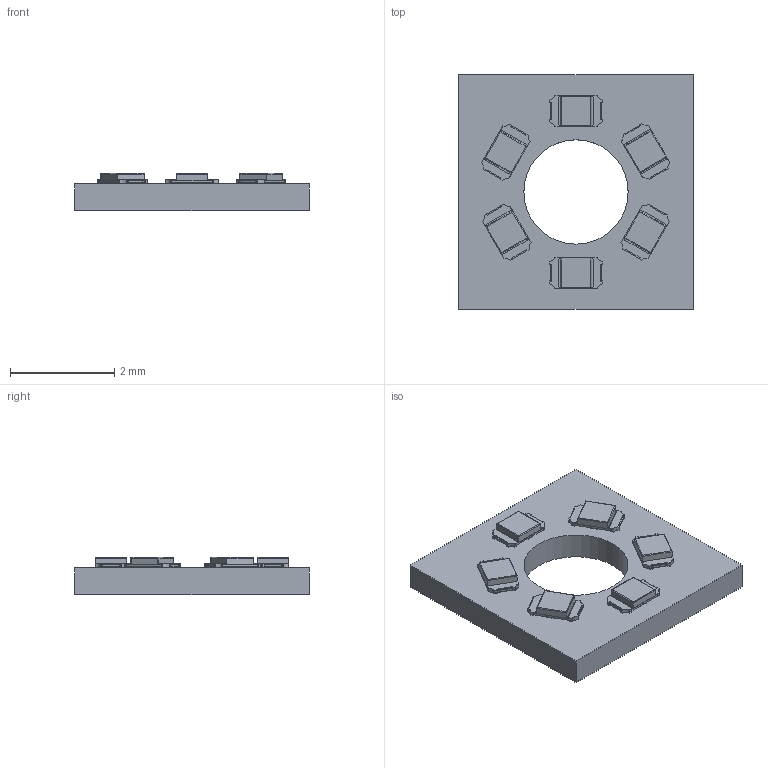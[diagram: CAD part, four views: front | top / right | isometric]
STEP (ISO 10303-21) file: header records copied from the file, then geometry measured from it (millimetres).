
FILE_DESCRIPTION(('Open CASCADE Model'),'2;1');
FILE_NAME('Open CASCADE Shape Model','2022-11-24T12:01:51',('Author'),( 'Open CASCADE'),'Open CASCADE STEP processor 7.5','Open CASCADE 7.5' ,'Unknown');
FILE_SCHEMA(('AUTOMOTIVE_DESIGN { 1 0 10303 214 1 1 1 1 }'));
Length unit declared in the file: millimetre
Products named in the file (15): PCB; Board; Open CASCADE STEP translator 7.5 2.1.1; D6; User Library-LED_1006_G; Grnn; Cut006; Cut005; Cut005_(Mirror_#1); Pad001; D5; D4; D3; D2; D1
Assembly tree (19 placements, depth 4):
  PCB
    Board
      Open CASCADE STEP translator 7.5 2.1.1
    D6
      User Library-LED_1006_G
        Grnn
        Cut006
        Cut005
        Cut005_(Mirror_#1)
        Pad001
    D5
      User Library-LED_1006_G
        Grnn
        Cut006
        Cut005
        Cut005_(Mirror_#1)
        Pad001
    D4
      User Library-LED_1006_G
        Grnn
        Cut006
        Cut005
        Cut005_(Mirror_#1)
        Pad001
    D3
      User Library-LED_1006_G
        Grnn
        Cut006
        Cut005
        Cut005_(Mirror_#1)
        Pad001
    D2
      User Library-LED_1006_G
        Grnn
        Cut006
        Cut005
        Cut005_(Mirror_#1)
        Pad001
    D1
      User Library-LED_1006_G
        Grnn
        Cut006
        Cut005
        Cut005_(Mirror_#1)
        Pad001
Bounding box: 4.5 x 4.5 x 0.71 mm (x, y, z)
Volume: 9.3 mm3; surface area: 68.3 mm2
Topology: 31 solids, 31 shells, 523 faces, 1431 edges, 922 vertices
Faces by surface type: plane 330, cylinder 193
Full cylindrical faces by diameter (mm): 2 x1
Entity records: 3841 total; most frequent: CARTESIAN_POINT 534, DIRECTION 531, ORIENTED_EDGE 494, EDGE_CURVE 247, LINE 181, VECTOR 181, AXIS2_PLACEMENT_3D 175, VERTEX_POINT 162
